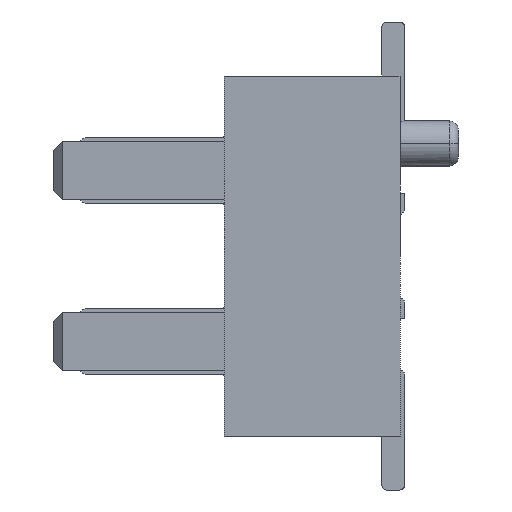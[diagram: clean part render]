
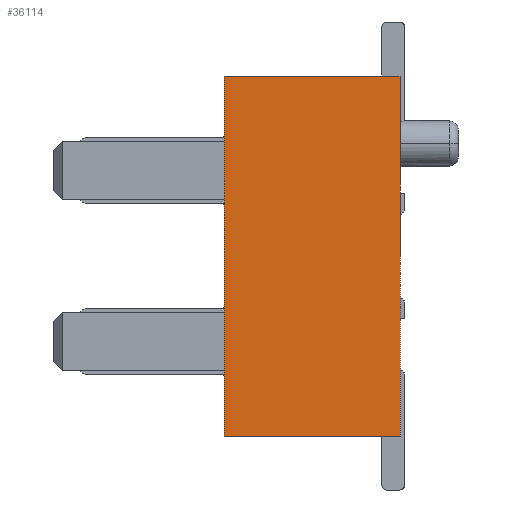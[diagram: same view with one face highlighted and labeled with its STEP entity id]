
A CAD part, left-side view. The second image highlights one B-rep face of the part: STEP entity #36114.
In plain terms, the highlighted planar face has unit normal (-1, 0, 0).
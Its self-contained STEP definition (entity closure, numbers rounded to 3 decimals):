
#65=DIRECTION('',(0.,-1.,0.));
#66=VECTOR('',#65,1.95);
#67=CARTESIAN_POINT('',(-11.35,1.95,-2.));
#68=LINE('',#67,#66);
#4739=DIRECTION('',(0.,0.,1.));
#4740=VECTOR('',#4739,4.);
#4741=CARTESIAN_POINT('',(-11.35,0.,-2.));
#4742=LINE('',#4741,#4740);
#4757=DIRECTION('',(0.,0.,1.));
#4758=VECTOR('',#4757,4.);
#4759=CARTESIAN_POINT('',(-11.35,1.95,-2.));
#4760=LINE('',#4759,#4758);
#4761=DIRECTION('',(0.,-1.,0.));
#4762=VECTOR('',#4761,1.95);
#4763=CARTESIAN_POINT('',(-11.35,1.95,2.));
#4764=LINE('',#4763,#4762);
#21867=CARTESIAN_POINT('',(-11.35,0.,2.));
#21868=VERTEX_POINT('',#21867);
#21869=CARTESIAN_POINT('',(-11.35,1.95,2.));
#21870=VERTEX_POINT('',#21869);
#21871=CARTESIAN_POINT('',(-11.35,1.95,-2.));
#21872=VERTEX_POINT('',#21871);
#22201=CARTESIAN_POINT('',(-11.35,0.,-2.));
#22202=VERTEX_POINT('',#22201);
#36103=CARTESIAN_POINT('',(-11.35,0.975,0.));
#36104=DIRECTION('',(1.,0.,0.));
#36105=DIRECTION('',(0.,0.,1.));
#36106=AXIS2_PLACEMENT_3D('',#36103,#36104,#36105);
#36107=PLANE('',#36106);
#36108=ORIENTED_EDGE('',*,*,#36091,.F.);
#36109=ORIENTED_EDGE('',*,*,#29492,.F.);
#36110=ORIENTED_EDGE('',*,*,#28773,.T.);
#36111=ORIENTED_EDGE('',*,*,#28758,.T.);
#36112=EDGE_LOOP('',(#36108,#36109,#36110,#36111));
#36113=FACE_OUTER_BOUND('',#36112,.F.);
#28758=EDGE_CURVE('',#21870,#21868,#4764,.T.);
#28773=EDGE_CURVE('',#21872,#21870,#4760,.T.);
#29492=EDGE_CURVE('',#21872,#22202,#68,.T.);
#36091=EDGE_CURVE('',#22202,#21868,#4742,.T.);
#36114=ADVANCED_FACE('',(#36113),#36107,.F.);
